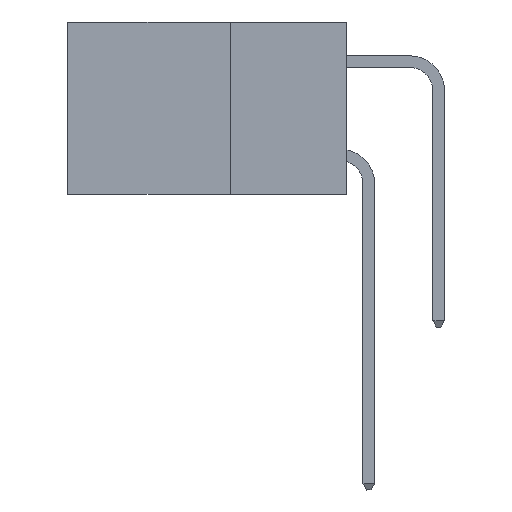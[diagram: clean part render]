
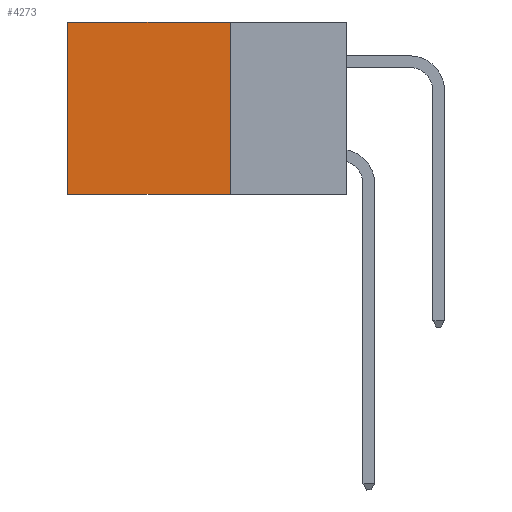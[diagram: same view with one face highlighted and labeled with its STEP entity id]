
A CAD part, left-side view. The second image highlights one B-rep face of the part: STEP entity #4273.
In plain terms, the highlighted planar face has unit normal (-1, 0, 0).
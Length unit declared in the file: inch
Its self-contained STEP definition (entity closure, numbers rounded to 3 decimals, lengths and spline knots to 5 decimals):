
#555 = ORIENTED_EDGE ( 'NONE', *, *, #1714, .T. ) ;
#915 = CARTESIAN_POINT ( 'NONE',  ( 0.2875, 0.25, 0. ) ) ;
#1207 = VERTEX_POINT ( 'NONE', #17610 ) ;
#1376 = DIRECTION ( 'NONE',  ( 0., 1., 0. ) ) ;
#1714 = EDGE_CURVE ( 'NONE', #16365, #17860, #13429, .T. ) ;
#3331 = ORIENTED_EDGE ( 'NONE', *, *, #19712, .F. ) ;
#4273 = ADVANCED_FACE ( 'NONE', ( #20826 ), #8819, .F. ) ;
#5368 = LINE ( 'NONE', #15381, #16779 ) ;
#5499 = DIRECTION ( 'NONE',  ( 0., 0., -1. ) ) ;
#5844 = ORIENTED_EDGE ( 'NONE', *, *, #18654, .F. ) ;
#6539 = LINE ( 'NONE', #17429, #18276 ) ;
#6595 = VECTOR ( 'NONE', #26079, 39.37008 ) ;
#7084 = VECTOR ( 'NONE', #15104, 39.37008 ) ;
#8727 = CARTESIAN_POINT ( 'NONE',  ( 0.2875, 0.25, 0. ) ) ;
#8819 = PLANE ( 'NONE',  #24540 ) ;
#10660 = DIRECTION ( 'NONE',  ( 0., 0., -1. ) ) ;
#12305 = LINE ( 'NONE', #22320, #6595 ) ;
#13429 = LINE ( 'NONE', #915, #7084 ) ;
#14995 = DIRECTION ( 'NONE',  ( 1., 0., 0. ) ) ;
#15104 = DIRECTION ( 'NONE',  ( 0., 1., 0. ) ) ;
#15381 = CARTESIAN_POINT ( 'NONE',  ( 0.2875, 0.25, 0. ) ) ;
#16365 = VERTEX_POINT ( 'NONE', #24524 ) ;
#16779 = VECTOR ( 'NONE', #5499, 39.37008 ) ;
#17429 = CARTESIAN_POINT ( 'NONE',  ( 0.2875, 0.25, -0.37 ) ) ;
#17610 = CARTESIAN_POINT ( 'NONE',  ( 0.2875, 0.6, -0.37 ) ) ;
#17860 = VERTEX_POINT ( 'NONE', #18595 ) ;
#17993 = EDGE_LOOP ( 'NONE', ( #24318, #3331, #5844, #555 ) ) ;
#18276 = VECTOR ( 'NONE', #1376, 39.37008 ) ;
#18595 = CARTESIAN_POINT ( 'NONE',  ( 0.2875, 0.6, 0. ) ) ;
#18654 = EDGE_CURVE ( 'NONE', #16365, #21417, #5368, .T. ) ;
#19164 = EDGE_CURVE ( 'NONE', #17860, #1207, #12305, .T. ) ;
#19498 = CARTESIAN_POINT ( 'NONE',  ( 0.2875, 0.25, -0.37 ) ) ;
#19712 = EDGE_CURVE ( 'NONE', #21417, #1207, #6539, .T. ) ;
#20826 = FACE_OUTER_BOUND ( 'NONE', #17993, .T. ) ;
#21417 = VERTEX_POINT ( 'NONE', #19498 ) ;
#22320 = CARTESIAN_POINT ( 'NONE',  ( 0.2875, 0.6, 0. ) ) ;
#24318 = ORIENTED_EDGE ( 'NONE', *, *, #19164, .T. ) ;
#24524 = CARTESIAN_POINT ( 'NONE',  ( 0.2875, 0.25, 0. ) ) ;
#24540 = AXIS2_PLACEMENT_3D ( 'NONE', #8727, #14995, #10660 ) ;
#26079 = DIRECTION ( 'NONE',  ( 0., 0., -1. ) ) ;
